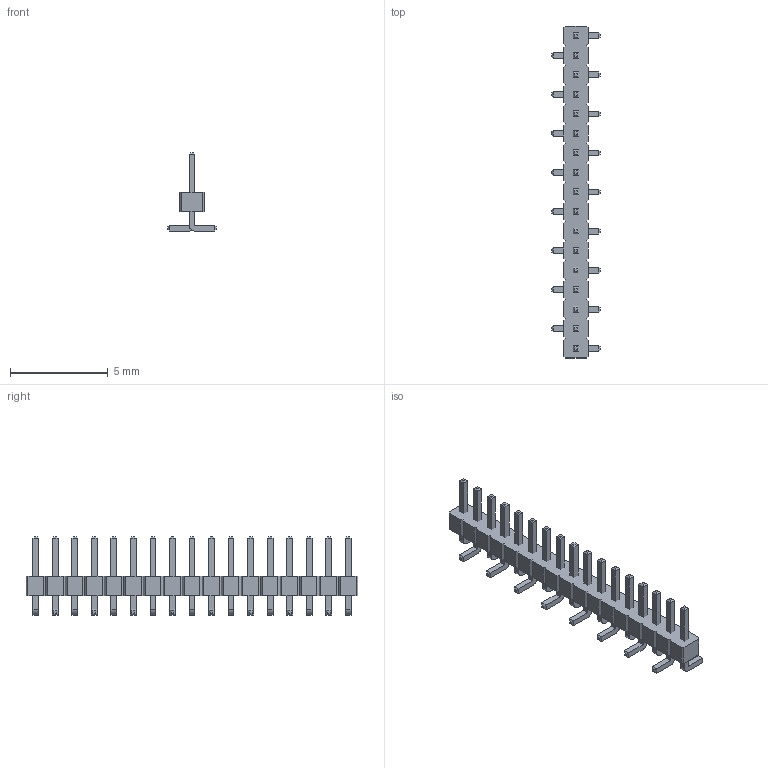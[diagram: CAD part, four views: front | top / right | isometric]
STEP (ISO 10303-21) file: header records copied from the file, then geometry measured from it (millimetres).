
FILE_DESCRIPTION(/* description */ ('model of PinHeader_1x17_P1.00mm_Vertical_SMD_Pin1Right'),/* implementation_level */ '2;1');
FILE_NAME(/* name */ 'PinHeader_1x17_P1.00mm_Vertical_SMD_Pin1Right.step',/* time_stamp */ '2018-01-24T13:28:31',/* author */ ('kicad StepUp','ksu'),/* organization */ ('FreeCAD'),/* preprocessor_version */ 'OCC',/* originating_system */ 'kicad StepUp',/* authorisation */ '');
FILE_SCHEMA(('AUTOMOTIVE_DESIGN { 1 0 10303 214 1 1 1 1 }'));
Length unit declared in the file: millimetre
Products named in the file (2): PinHeader_1x17_P100mm_Vertical_SMD_Pin1Right; Shape0_0227169054572
Bounding box: 2.5 x 17 x 4 mm (x, y, z)
Volume: 28.9 mm3; surface area: 185.1 mm2
Topology: 18 solids, 18 shells, 395 faces, 941 edges, 582 vertices
Faces by surface type: plane 378, cylinder 17
Entity records: 7183 total; most frequent: ORIENTED_EDGE 1455, CARTESIAN_POINT 1112, EDGE_CURVE 941, LINE 907, VERTEX_POINT 582, AXIS2_PLACEMENT_3D 422, ADVANCED_FACE 395, FACE_BOUND 395
